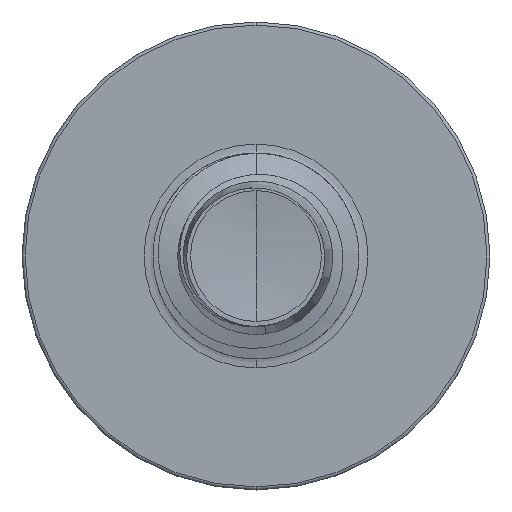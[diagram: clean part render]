
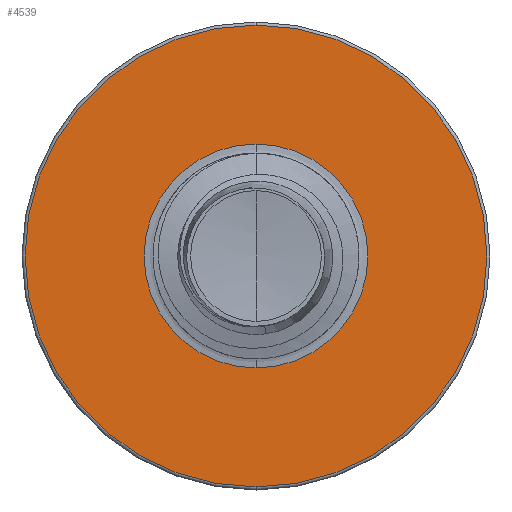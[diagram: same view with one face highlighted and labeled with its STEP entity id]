
A CAD part, front view. The second image highlights one B-rep face of the part: STEP entity #4539.
In plain terms, the highlighted planar face has unit normal (0, -1, 0).
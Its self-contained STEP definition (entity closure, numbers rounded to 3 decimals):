
#234 = EDGE_LOOP ( 'NONE', ( #7961, #6836 ) ) ;
#292 = AXIS2_PLACEMENT_3D ( 'NONE', #6263, #12586, #7423 ) ;
#668 = ORIENTED_EDGE ( 'NONE', *, *, #9345, .F. ) ;
#801 = AXIS2_PLACEMENT_3D ( 'NONE', #1013, #9399, #2422 ) ;
#1013 = CARTESIAN_POINT ( 'NONE',  ( 0., 4., 0. ) ) ;
#1142 = VERTEX_POINT ( 'NONE', #7215 ) ;
#2407 = FACE_BOUND ( 'NONE', #234, .T. ) ;
#2422 = DIRECTION ( 'NONE',  ( 0., 0., 1. ) ) ;
#2688 = DIRECTION ( 'NONE',  ( 0., 0., 1. ) ) ;
#2692 = DIRECTION ( 'NONE',  ( 0., 1., 0. ) ) ;
#2714 = CARTESIAN_POINT ( 'NONE',  ( 0., 4., -1.196 ) ) ;
#3016 = PLANE ( 'NONE',  #7723 ) ;
#3165 = AXIS2_PLACEMENT_3D ( 'NONE', #3876, #3875, #3854 ) ;
#3768 = CARTESIAN_POINT ( 'NONE',  ( 0., 4., -1.196 ) ) ;
#3854 = DIRECTION ( 'NONE',  ( 0., 0., 1. ) ) ;
#3875 = DIRECTION ( 'NONE',  ( 0., 1., 0. ) ) ;
#3876 = CARTESIAN_POINT ( 'NONE',  ( 0., 4., 0. ) ) ;
#4037 = CARTESIAN_POINT ( 'NONE',  ( 0., 4., 1.196 ) ) ;
#4071 = AXIS2_PLACEMENT_3D ( 'NONE', #5474, #5469, #5451 ) ;
#4208 = CARTESIAN_POINT ( 'NONE',  ( 0., 4., -2.467 ) ) ;
#4539 = ADVANCED_FACE ( 'NONE', ( #9045, #2407 ), #3016, .F. ) ;
#5451 = DIRECTION ( 'NONE',  ( 0., 0., 1. ) ) ;
#5469 = DIRECTION ( 'NONE',  ( 0., 1., 0. ) ) ;
#5474 = CARTESIAN_POINT ( 'NONE',  ( 0., 4., 0. ) ) ;
#6263 = CARTESIAN_POINT ( 'NONE',  ( 0., 4., 0. ) ) ;
#6836 = ORIENTED_EDGE ( 'NONE', *, *, #10734, .T. ) ;
#7215 = CARTESIAN_POINT ( 'NONE',  ( 0., 4., 2.467 ) ) ;
#7423 = DIRECTION ( 'NONE',  ( 0., 0., 1. ) ) ;
#7471 = CIRCLE ( 'NONE', #801, 2.467 ) ;
#7723 = AXIS2_PLACEMENT_3D ( 'NONE', #2714, #2692, #2688 ) ;
#7961 = ORIENTED_EDGE ( 'NONE', *, *, #12336, .T. ) ;
#8071 = CIRCLE ( 'NONE', #292, 1.196 ) ;
#9045 = FACE_OUTER_BOUND ( 'NONE', #13016, .T. ) ;
#9345 = EDGE_CURVE ( 'NONE', #1142, #12666, #13483, .T. ) ;
#9399 = DIRECTION ( 'NONE',  ( 0., 1., 0. ) ) ;
#10519 = CIRCLE ( 'NONE', #3165, 1.196 ) ;
#10521 = ORIENTED_EDGE ( 'NONE', *, *, #12349, .F. ) ;
#10734 = EDGE_CURVE ( 'NONE', #12396, #10787, #10519, .T. ) ;
#10787 = VERTEX_POINT ( 'NONE', #4037 ) ;
#12336 = EDGE_CURVE ( 'NONE', #10787, #12396, #8071, .T. ) ;
#12349 = EDGE_CURVE ( 'NONE', #12666, #1142, #7471, .T. ) ;
#12396 = VERTEX_POINT ( 'NONE', #3768 ) ;
#12586 = DIRECTION ( 'NONE',  ( 0., 1., 0. ) ) ;
#12666 = VERTEX_POINT ( 'NONE', #4208 ) ;
#13016 = EDGE_LOOP ( 'NONE', ( #668, #10521 ) ) ;
#13483 = CIRCLE ( 'NONE', #4071, 2.467 ) ;
